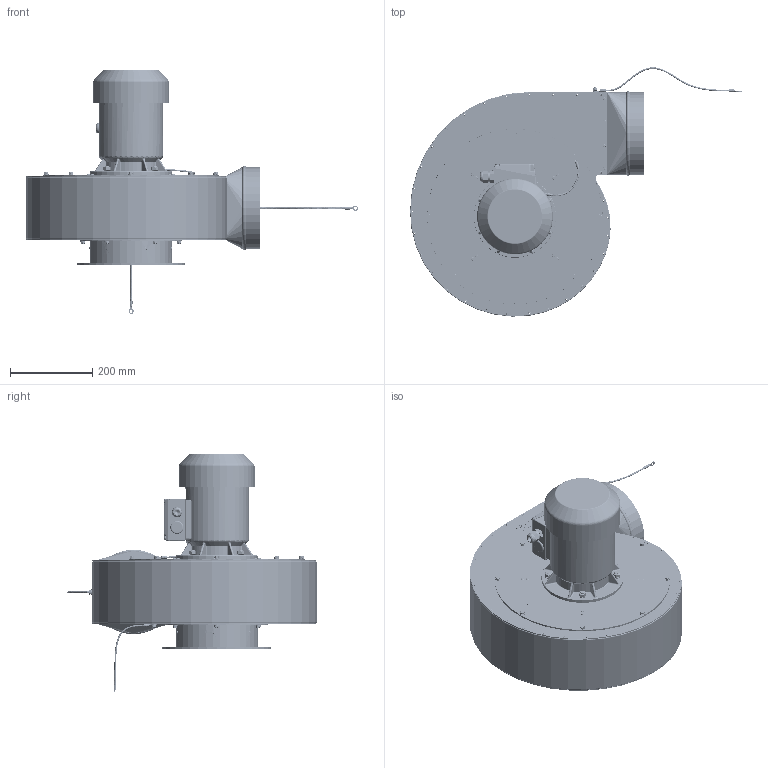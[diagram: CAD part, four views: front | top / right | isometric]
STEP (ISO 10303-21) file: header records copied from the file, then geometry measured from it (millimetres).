
FILE_DESCRIPTION(/* description */ ('888W05 WPA-8-E-N/Ex','CAx-IF Rec.Pracs.---Representation and Presentation of Product Manufacturing Information (PMI)---4.0---2014-10-13'),/* implementation_level */ '2;1');
FILE_NAME(/* name */ '888W05 WPA-8-E-N_Ex.stp',/* time_stamp */ '2022-05-09T09:50:46+02:00',/* author */ ('b.kitowicz'),/* organization */ ('KLIMAWENT S.A.'),/* preprocessor_version */ 'ST-DEVELOPER v18.1',/* originating_system */ 'Autodesk Inventor 2021',/* authorisation */ '');
FILE_SCHEMA (('AP242_MANAGED_MODEL_BASED_3D_ENGINEERING_MIM_LF { 1 0 10303 442 1 1 4 }'));
Length unit declared in the file: millimetre
Products named in the file (1): ~~
Bounding box: 808.68 x 607.17 x 594.02 mm (x, y, z)
Volume: 6514898 mm3; surface area: 2019214.4 mm2
Topology: 30 solids, 30 shells, 6264 faces, 15496 edges, 10007 vertices
Faces by surface type: plane 3086, bspline 1346, cylinder 1328, cone 243, torus 241, sphere 20
Full cylindrical faces by diameter (mm): 2 x87, 3 x32, 3.2 x84, 3.3 x1, 3.4 x14, 3.5 x64, 4 x14, 4.3 x8, 4.5 x6, 4.92 x1, 5.5 x6, 6 x40, 6.1 x2, 6.4 x3, 6.5 x100, 6.647 x1, 7 x13, 8 x8, 8.2 x2, 8.67 x14, 8.88 x14, 9 x14, 10 x8, 10.5 x1, 11 x4, 12 x4, 13 x1, 14.63 x4, 24 x2, 25 x1
Entity records: 211425 total; most frequent: CARTESIAN_POINT 62004, ORIENTED_EDGE 30996, DIRECTION 26837, EDGE_CURVE 15498, VERTEX_POINT 10035, AXIS2_PLACEMENT_3D 9440, LINE 7957, VECTOR 7957
